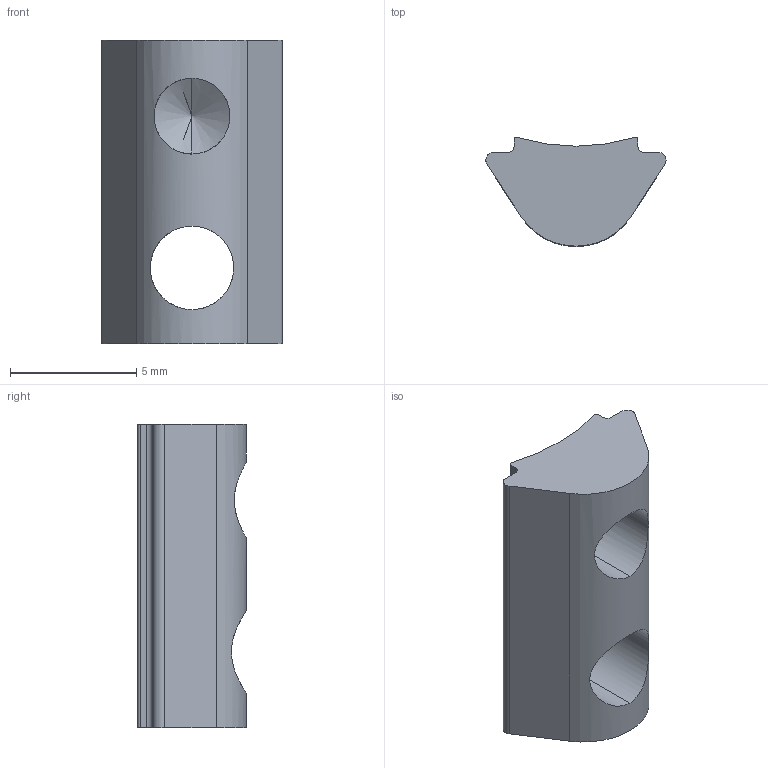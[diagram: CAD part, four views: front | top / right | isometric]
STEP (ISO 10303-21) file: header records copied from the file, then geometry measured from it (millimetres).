
FILE_DESCRIPTION (( 'STEP AP214' ), '1' );
FILE_NAME ('096524.STEP', '2015-07-15T14:26:34', ( 'Not-Admin' ), ( 'Hewlett-Packard Company' ), 'SwSTEP 2.0', 'SolidWorks 2014', '' );
FILE_SCHEMA (( 'AUTOMOTIVE_DESIGN' ));
Length unit declared in the file: millimetre
Products named in the file (1): 096524
Bounding box: 7.12 x 4.3 x 12 mm (x, y, z)
Volume: 190 mm3; surface area: 315.2 mm2
Topology: 1 solids, 1 shells, 23 faces, 61 edges, 39 vertices
Faces by surface type: cylinder 13, plane 8, cone 2
Entity records: 909 total; most frequent: CARTESIAN_POINT 278, DIRECTION 121, ORIENTED_EDGE 118, EDGE_CURVE 59, AXIS2_PLACEMENT_3D 44, VERTEX_POINT 39, VECTOR 33, LINE 33
